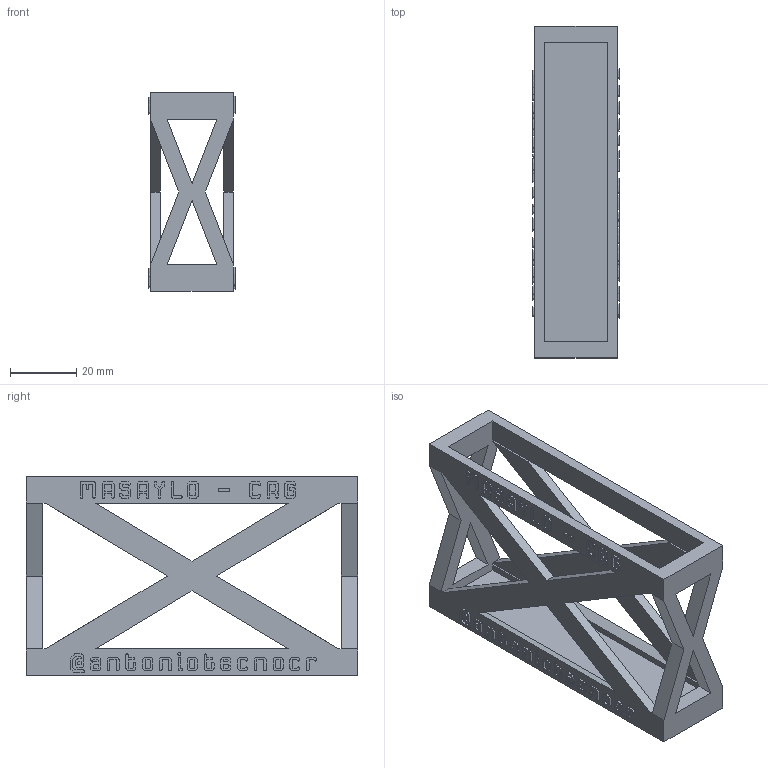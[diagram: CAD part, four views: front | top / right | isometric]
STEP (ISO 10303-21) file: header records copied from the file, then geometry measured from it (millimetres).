
FILE_DESCRIPTION(('FreeCAD Model'),'2;1');
FILE_NAME('Open CASCADE Shape Model','2021-06-13T09:46:57',('Author'),( ''),'Open CASCADE STEP processor 7.5','FreeCAD','Unknown');
FILE_SCHEMA(('AUTOMOTIVE_DESIGN { 1 0 10303 214 1 1 1 1 }'));
Products named in the file (1): Fusion001
Bounding box: 26 x 100 x 60 mm (x, y, z)
Volume: 32776.1 mm3; surface area: 23516.8 mm2
Topology: 1 solids, 1 shells, 1561 faces, 4455 edges, 2962 vertices
Faces by surface type: plane 881, extrusion 680
Entity records: 118926 total; most frequent: CARTESIAN_POINT 38825, DIRECTION 10943, VECTOR 9179, ORIENTED_EDGE 8910, PCURVE 8910, DEFINITIONAL_REPRESENTATION 8910, LINE 8499, B_SPLINE_CURVE_WITH_KNOTS 5546
